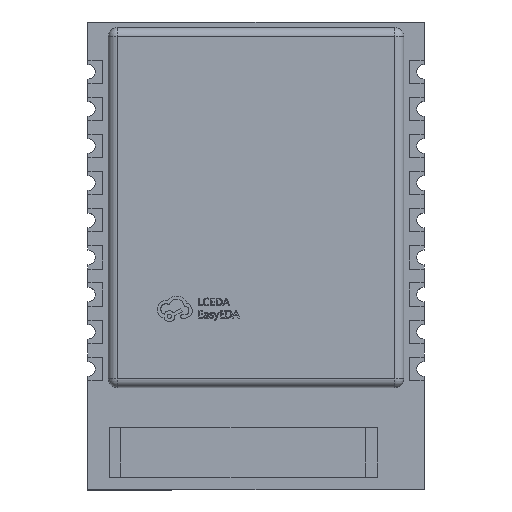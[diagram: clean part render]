
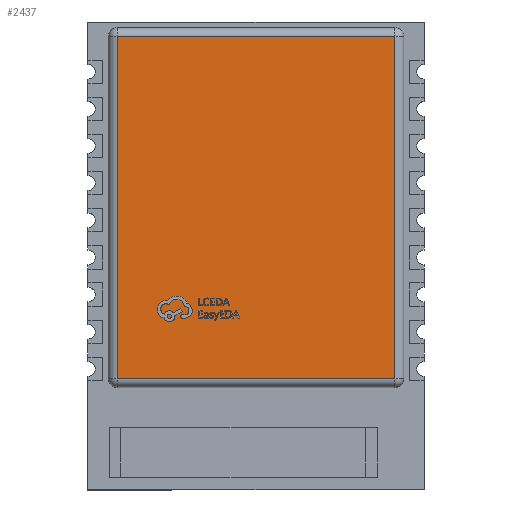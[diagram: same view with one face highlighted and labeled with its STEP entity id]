
A CAD part, top view. The second image highlights one B-rep face of the part: STEP entity #2437.
In plain terms, the highlighted planar face has unit normal (0, 0, 1).
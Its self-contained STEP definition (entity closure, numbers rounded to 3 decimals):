
#123 = EDGE_CURVE ( 'NONE', #1839, #9012, #9802, .T. ) ;
#377 = CARTESIAN_POINT ( 'NONE',  ( 5.05, -4.2, 2.32 ) ) ;
#526 = CARTESIAN_POINT ( 'NONE',  ( -4.75, 7.5, 2.32 ) ) ;
#779 = AXIS2_PLACEMENT_3D ( 'NONE', #4935, #10526, #9297 ) ;
#1073 = EDGE_CURVE ( 'NONE', #4797, #8117, #1082, .T. ) ;
#1082 = LINE ( 'NONE', #6745, #4682 ) ;
#1451 = CARTESIAN_POINT ( 'NONE',  ( 4.75, -4.2, 2.32 ) ) ;
#1546 = ORIENTED_EDGE ( 'NONE', *, *, #123, .T. ) ;
#1839 = VERTEX_POINT ( 'NONE', #526 ) ;
#2295 = DIRECTION ( 'NONE',  ( 0., 1., 0. ) ) ;
#2437 = ADVANCED_FACE ( 'NONE', ( #4486 ), #5605, .T. ) ;
#2762 = VECTOR ( 'NONE', #17272, 1000. ) ;
#4486 = FACE_OUTER_BOUND ( 'NONE', #7592, .T. ) ;
#4682 = VECTOR ( 'NONE', #2295, 1000. ) ;
#4797 = VERTEX_POINT ( 'NONE', #1451 ) ;
#4935 = CARTESIAN_POINT ( 'NONE',  ( 0., 0., 2.32 ) ) ;
#4968 = VECTOR ( 'NONE', #12686, 1000. ) ;
#5605 = PLANE ( 'NONE',  #779 ) ;
#5621 = DIRECTION ( 'NONE',  ( 0., -1., 0. ) ) ;
#6745 = CARTESIAN_POINT ( 'NONE',  ( 4.75, 7.8, 2.32 ) ) ;
#6980 = LINE ( 'NONE', #8372, #4968 ) ;
#7102 = CARTESIAN_POINT ( 'NONE',  ( -4.75, -4.5, 2.32 ) ) ;
#7592 = EDGE_LOOP ( 'NONE', ( #14446, #15291, #1546, #11462 ) ) ;
#8068 = VECTOR ( 'NONE', #5621, 1000. ) ;
#8117 = VERTEX_POINT ( 'NONE', #16614 ) ;
#8372 = CARTESIAN_POINT ( 'NONE',  ( -5.05, 7.5, 2.32 ) ) ;
#9012 = VERTEX_POINT ( 'NONE', #13235 ) ;
#9258 = EDGE_CURVE ( 'NONE', #9012, #4797, #17440, .T. ) ;
#9297 = DIRECTION ( 'NONE',  ( 1., 0., 0. ) ) ;
#9802 = LINE ( 'NONE', #7102, #8068 ) ;
#10526 = DIRECTION ( 'NONE',  ( 0., 0., 1. ) ) ;
#11462 = ORIENTED_EDGE ( 'NONE', *, *, #9258, .T. ) ;
#12686 = DIRECTION ( 'NONE',  ( -1., 0., 0. ) ) ;
#13235 = CARTESIAN_POINT ( 'NONE',  ( -4.75, -4.2, 2.32 ) ) ;
#14446 = ORIENTED_EDGE ( 'NONE', *, *, #1073, .T. ) ;
#14957 = EDGE_CURVE ( 'NONE', #8117, #1839, #6980, .T. ) ;
#15291 = ORIENTED_EDGE ( 'NONE', *, *, #14957, .T. ) ;
#16614 = CARTESIAN_POINT ( 'NONE',  ( 4.75, 7.5, 2.32 ) ) ;
#17272 = DIRECTION ( 'NONE',  ( 1., 0., 0. ) ) ;
#17440 = LINE ( 'NONE', #377, #2762 ) ;
